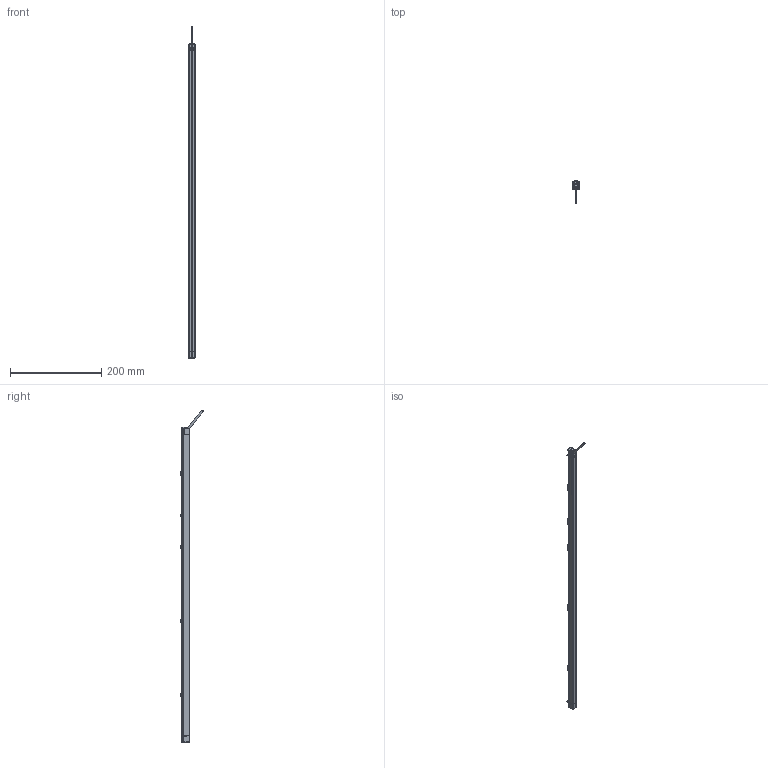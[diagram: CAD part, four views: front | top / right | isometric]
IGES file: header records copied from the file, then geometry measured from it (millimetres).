
Start section:  PTC IGES file: 217281.igs
Global section: file name: 217281.igs; native system: Creo Parametric by PTC Inc.; preprocessor: 2019292; author: PDMAdmin; organization: Unknown; date: 20200611.112913; units: millimetre
Bounding box: 13.59 x 50.25 x 729.28 mm (x, y, z)
Volume: 64494.2 mm3; surface area: 437682.7 mm2
Topology: 30 solids, 32 shells, 2402 faces, 13337 edges, 17601 vertices
Faces by surface type: bspline 1640, revolution 746, extrusion 16
